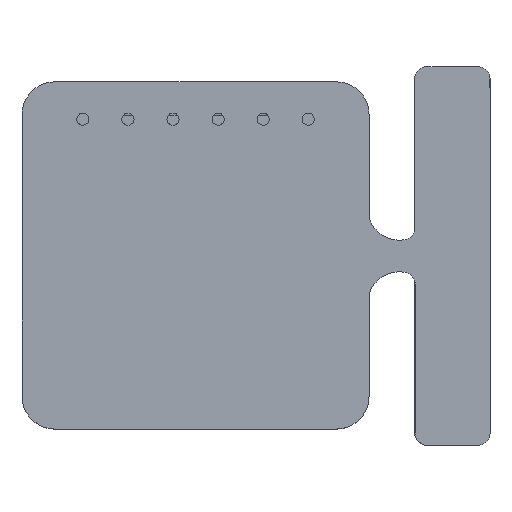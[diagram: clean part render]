
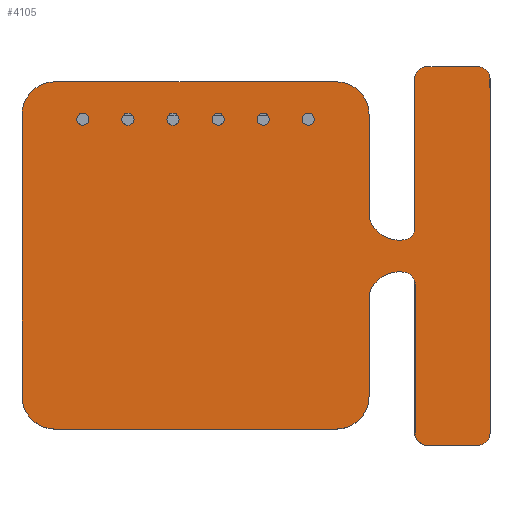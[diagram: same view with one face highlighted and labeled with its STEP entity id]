
A CAD part, top view. The second image highlights one B-rep face of the part: STEP entity #4105.
In plain terms, the highlighted planar face has unit normal (0, 0, 1).
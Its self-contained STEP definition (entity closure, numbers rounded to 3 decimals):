
#3173 = VERTEX_POINT('',#3174);
#3174 = CARTESIAN_POINT('',(6.023,63.32,11.155));
#3180 = EDGE_CURVE('',#3173,#3173,#3181,.T.);
#3181 = CIRCLE('',#3182,1.5);
#3182 = AXIS2_PLACEMENT_3D('',#3183,#3184,#3185);
#3183 = CARTESIAN_POINT('',(4.523,63.32,11.155));
#3184 = DIRECTION('',(0.,0.,-1.));
#3185 = DIRECTION('',(1.,0.,0.));
#3198 = VERTEX_POINT('',#3199);
#3199 = CARTESIAN_POINT('',(61.737,63.32,11.155));
#3205 = EDGE_CURVE('',#3198,#3198,#3206,.T.);
#3206 = CIRCLE('',#3207,1.5);
#3207 = AXIS2_PLACEMENT_3D('',#3208,#3209,#3210);
#3208 = CARTESIAN_POINT('',(60.237,63.32,11.155));
#3209 = DIRECTION('',(0.,0.,-1.));
#3210 = DIRECTION('',(1.,0.,0.));
#3223 = VERTEX_POINT('',#3224);
#3224 = CARTESIAN_POINT('',(17.166,63.32,11.155));
#3230 = EDGE_CURVE('',#3223,#3223,#3231,.T.);
#3231 = CIRCLE('',#3232,1.5);
#3232 = AXIS2_PLACEMENT_3D('',#3233,#3234,#3235);
#3233 = CARTESIAN_POINT('',(15.666,63.32,11.155));
#3234 = DIRECTION('',(0.,0.,-1.));
#3235 = DIRECTION('',(1.,0.,0.));
#3248 = VERTEX_POINT('',#3249);
#3249 = CARTESIAN_POINT('',(28.309,63.32,11.155));
#3255 = EDGE_CURVE('',#3248,#3248,#3256,.T.);
#3256 = CIRCLE('',#3257,1.5);
#3257 = AXIS2_PLACEMENT_3D('',#3258,#3259,#3260);
#3258 = CARTESIAN_POINT('',(26.809,63.32,11.155));
#3259 = DIRECTION('',(0.,0.,-1.));
#3260 = DIRECTION('',(1.,0.,0.));
#3273 = VERTEX_POINT('',#3274);
#3274 = CARTESIAN_POINT('',(39.451,63.32,11.155));
#3280 = EDGE_CURVE('',#3273,#3273,#3281,.T.);
#3281 = CIRCLE('',#3282,1.5);
#3282 = AXIS2_PLACEMENT_3D('',#3283,#3284,#3285);
#3283 = CARTESIAN_POINT('',(37.951,63.32,11.155));
#3284 = DIRECTION('',(0.,0.,-1.));
#3285 = DIRECTION('',(1.,0.,0.));
#3298 = VERTEX_POINT('',#3299);
#3299 = CARTESIAN_POINT('',(50.594,63.32,11.155));
#3305 = EDGE_CURVE('',#3298,#3298,#3306,.T.);
#3306 = CIRCLE('',#3307,1.5);
#3307 = AXIS2_PLACEMENT_3D('',#3308,#3309,#3310);
#3308 = CARTESIAN_POINT('',(49.094,63.32,11.155));
#3309 = DIRECTION('',(0.,0.,-1.));
#3310 = DIRECTION('',(1.,0.,0.));
#3615 = VERTEX_POINT('',#3616);
#3616 = CARTESIAN_POINT('',(86.7,-14.2,11.155));
#3649 = VERTEX_POINT('',#3650);
#3650 = CARTESIAN_POINT('',(89.698,-17.3,11.155));
#3656 = EDGE_CURVE('',#3615,#3649,#3657,.T.);
#3657 = CIRCLE('',#3658,3.);
#3658 = AXIS2_PLACEMENT_3D('',#3659,#3660,#3661);
#3659 = CARTESIAN_POINT('',(89.698,-14.3,11.155));
#3660 = DIRECTION('',(0.,0.,1.));
#3661 = DIRECTION('',(1.,0.,-0.));
#4105 = ADVANCED_FACE('',(#4106,#4286,#4289,#4292,#4295,#4298,#4301),
  #4304,.T.);
#4106 = FACE_BOUND('',#4107,.T.);
#4107 = EDGE_LOOP('',(#4108,#4118,#4127,#4135,#4144,#4152,#4161,#4170,
    #4176,#4177,#4185,#4194,#4202,#4211,#4219,#4228,#4236,#4245,#4254,
    #4262,#4271,#4279));
#4108 = ORIENTED_EDGE('',*,*,#4109,.F.);
#4109 = EDGE_CURVE('',#4110,#4112,#4114,.T.);
#4110 = VERTEX_POINT('',#4111);
#4111 = CARTESIAN_POINT('',(-10.54,-5.175,11.155));
#4112 = VERTEX_POINT('',#4113);
#4113 = CARTESIAN_POINT('',(-10.54,64.49,11.155));
#4114 = LINE('',#4115,#4116);
#4115 = CARTESIAN_POINT('',(-10.54,-5.175,11.155));
#4116 = VECTOR('',#4117,1.);
#4117 = DIRECTION('',(0.,1.,0.));
#4118 = ORIENTED_EDGE('',*,*,#4119,.F.);
#4119 = EDGE_CURVE('',#4120,#4110,#4122,.T.);
#4120 = VERTEX_POINT('',#4121);
#4121 = CARTESIAN_POINT('',(-2.42,-13.295,11.155));
#4122 = CIRCLE('',#4123,8.12);
#4123 = AXIS2_PLACEMENT_3D('',#4124,#4125,#4126);
#4124 = CARTESIAN_POINT('',(-2.42,-5.175,11.155));
#4125 = DIRECTION('',(0.,0.,-1.));
#4126 = DIRECTION('',(1.,0.,0.));
#4127 = ORIENTED_EDGE('',*,*,#4128,.T.);
#4128 = EDGE_CURVE('',#4120,#4129,#4131,.T.);
#4129 = VERTEX_POINT('',#4130);
#4130 = CARTESIAN_POINT('',(67.18,-13.295,11.155));
#4131 = LINE('',#4132,#4133);
#4132 = CARTESIAN_POINT('',(-2.42,-13.295,11.155));
#4133 = VECTOR('',#4134,1.);
#4134 = DIRECTION('',(1.,0.,0.));
#4135 = ORIENTED_EDGE('',*,*,#4136,.F.);
#4136 = EDGE_CURVE('',#4137,#4129,#4139,.T.);
#4137 = VERTEX_POINT('',#4138);
#4138 = CARTESIAN_POINT('',(75.3,-5.175,11.155));
#4139 = CIRCLE('',#4140,8.12);
#4140 = AXIS2_PLACEMENT_3D('',#4141,#4142,#4143);
#4141 = CARTESIAN_POINT('',(67.18,-5.175,11.155));
#4142 = DIRECTION('',(0.,0.,-1.));
#4143 = DIRECTION('',(1.,0.,0.));
#4144 = ORIENTED_EDGE('',*,*,#4145,.F.);
#4145 = EDGE_CURVE('',#4146,#4137,#4148,.T.);
#4146 = VERTEX_POINT('',#4147);
#4147 = CARTESIAN_POINT('',(75.3,20.338,11.155));
#4148 = LINE('',#4149,#4150);
#4149 = CARTESIAN_POINT('',(75.3,-1.,11.155));
#4150 = VECTOR('',#4151,1.);
#4151 = DIRECTION('',(0.,-1.,0.));
#4152 = ORIENTED_EDGE('',*,*,#4153,.F.);
#4153 = EDGE_CURVE('',#4154,#4146,#4156,.T.);
#4154 = VERTEX_POINT('',#4155);
#4155 = CARTESIAN_POINT('',(84.2,25.488,11.155));
#4156 = CIRCLE('',#4157,8.057);
#4157 = AXIS2_PLACEMENT_3D('',#4158,#4159,#4160);
#4158 = CARTESIAN_POINT('',(82.857,17.544,11.155));
#4159 = DIRECTION('',(0.,0.,1.));
#4160 = DIRECTION('',(1.,0.,-0.));
#4161 = ORIENTED_EDGE('',*,*,#4162,.F.);
#4162 = EDGE_CURVE('',#4163,#4154,#4165,.T.);
#4163 = VERTEX_POINT('',#4164);
#4164 = CARTESIAN_POINT('',(86.7,22.53,11.155));
#4165 = CIRCLE('',#4166,3.);
#4166 = AXIS2_PLACEMENT_3D('',#4167,#4168,#4169);
#4167 = CARTESIAN_POINT('',(83.7,22.53,11.155));
#4168 = DIRECTION('',(0.,0.,1.));
#4169 = DIRECTION('',(1.,0.,-0.));
#4170 = ORIENTED_EDGE('',*,*,#4171,.T.);
#4171 = EDGE_CURVE('',#4163,#3615,#4172,.T.);
#4172 = LINE('',#4173,#4174);
#4173 = CARTESIAN_POINT('',(86.7,22.53,11.155));
#4174 = VECTOR('',#4175,1.);
#4175 = DIRECTION('',(0.,-1.,0.));
#4176 = ORIENTED_EDGE('',*,*,#3656,.T.);
#4177 = ORIENTED_EDGE('',*,*,#4178,.T.);
#4178 = EDGE_CURVE('',#3649,#4179,#4181,.T.);
#4179 = VERTEX_POINT('',#4180);
#4180 = CARTESIAN_POINT('',(102.2,-17.3,11.155));
#4181 = LINE('',#4182,#4183);
#4182 = CARTESIAN_POINT('',(89.698,-17.3,11.155));
#4183 = VECTOR('',#4184,1.);
#4184 = DIRECTION('',(1.,0.,0.));
#4185 = ORIENTED_EDGE('',*,*,#4186,.T.);
#4186 = EDGE_CURVE('',#4179,#4187,#4189,.T.);
#4187 = VERTEX_POINT('',#4188);
#4188 = CARTESIAN_POINT('',(105.2,-14.3,11.155));
#4189 = CIRCLE('',#4190,3.);
#4190 = AXIS2_PLACEMENT_3D('',#4191,#4192,#4193);
#4191 = CARTESIAN_POINT('',(102.2,-14.3,11.155));
#4192 = DIRECTION('',(0.,0.,1.));
#4193 = DIRECTION('',(1.,0.,-0.));
#4194 = ORIENTED_EDGE('',*,*,#4195,.T.);
#4195 = EDGE_CURVE('',#4187,#4196,#4198,.T.);
#4196 = VERTEX_POINT('',#4197);
#4197 = CARTESIAN_POINT('',(105.2,73.3,11.155));
#4198 = LINE('',#4199,#4200);
#4199 = CARTESIAN_POINT('',(105.2,-14.3,11.155));
#4200 = VECTOR('',#4201,1.);
#4201 = DIRECTION('',(0.,1.,0.));
#4202 = ORIENTED_EDGE('',*,*,#4203,.T.);
#4203 = EDGE_CURVE('',#4196,#4204,#4206,.T.);
#4204 = VERTEX_POINT('',#4205);
#4205 = CARTESIAN_POINT('',(102.2,76.3,11.155));
#4206 = CIRCLE('',#4207,3.);
#4207 = AXIS2_PLACEMENT_3D('',#4208,#4209,#4210);
#4208 = CARTESIAN_POINT('',(102.2,73.3,11.155));
#4209 = DIRECTION('',(0.,0.,1.));
#4210 = DIRECTION('',(1.,0.,-0.));
#4211 = ORIENTED_EDGE('',*,*,#4212,.T.);
#4212 = EDGE_CURVE('',#4204,#4213,#4215,.T.);
#4213 = VERTEX_POINT('',#4214);
#4214 = CARTESIAN_POINT('',(89.6,76.3,11.155));
#4215 = LINE('',#4216,#4217);
#4216 = CARTESIAN_POINT('',(102.2,76.3,11.155));
#4217 = VECTOR('',#4218,1.);
#4218 = DIRECTION('',(-1.,0.,0.));
#4219 = ORIENTED_EDGE('',*,*,#4220,.T.);
#4220 = EDGE_CURVE('',#4213,#4221,#4223,.T.);
#4221 = VERTEX_POINT('',#4222);
#4222 = CARTESIAN_POINT('',(86.6,73.3,11.155));
#4223 = CIRCLE('',#4224,3.);
#4224 = AXIS2_PLACEMENT_3D('',#4225,#4226,#4227);
#4225 = CARTESIAN_POINT('',(89.6,73.3,11.155));
#4226 = DIRECTION('',(0.,0.,1.));
#4227 = DIRECTION('',(1.,0.,-0.));
#4228 = ORIENTED_EDGE('',*,*,#4229,.T.);
#4229 = EDGE_CURVE('',#4221,#4230,#4232,.T.);
#4230 = VERTEX_POINT('',#4231);
#4231 = CARTESIAN_POINT('',(86.6,36.352,11.155));
#4232 = LINE('',#4233,#4234);
#4233 = CARTESIAN_POINT('',(86.6,73.3,11.155));
#4234 = VECTOR('',#4235,1.);
#4235 = DIRECTION('',(0.,-1.,0.));
#4236 = ORIENTED_EDGE('',*,*,#4237,.F.);
#4237 = EDGE_CURVE('',#4238,#4230,#4240,.T.);
#4238 = VERTEX_POINT('',#4239);
#4239 = CARTESIAN_POINT('',(84.2,33.512,11.155));
#4240 = CIRCLE('',#4241,2.88);
#4241 = AXIS2_PLACEMENT_3D('',#4242,#4243,#4244);
#4242 = CARTESIAN_POINT('',(83.72,36.352,11.155));
#4243 = DIRECTION('',(0.,0.,1.));
#4244 = DIRECTION('',(1.,0.,-0.));
#4245 = ORIENTED_EDGE('',*,*,#4246,.F.);
#4246 = EDGE_CURVE('',#4247,#4238,#4249,.T.);
#4247 = VERTEX_POINT('',#4248);
#4248 = CARTESIAN_POINT('',(75.3,38.662,11.155));
#4249 = CIRCLE('',#4250,8.057);
#4250 = AXIS2_PLACEMENT_3D('',#4251,#4252,#4253);
#4251 = CARTESIAN_POINT('',(82.857,41.456,11.155));
#4252 = DIRECTION('',(0.,0.,1.));
#4253 = DIRECTION('',(1.,0.,-0.));
#4254 = ORIENTED_EDGE('',*,*,#4255,.F.);
#4255 = EDGE_CURVE('',#4256,#4247,#4258,.T.);
#4256 = VERTEX_POINT('',#4257);
#4257 = CARTESIAN_POINT('',(75.3,64.49,11.155));
#4258 = LINE('',#4259,#4260);
#4259 = CARTESIAN_POINT('',(75.3,-1.,11.155));
#4260 = VECTOR('',#4261,1.);
#4261 = DIRECTION('',(0.,-1.,0.));
#4262 = ORIENTED_EDGE('',*,*,#4263,.F.);
#4263 = EDGE_CURVE('',#4264,#4256,#4266,.T.);
#4264 = VERTEX_POINT('',#4265);
#4265 = CARTESIAN_POINT('',(67.23,72.56,11.155));
#4266 = CIRCLE('',#4267,8.07);
#4267 = AXIS2_PLACEMENT_3D('',#4268,#4269,#4270);
#4268 = CARTESIAN_POINT('',(67.23,64.49,11.155));
#4269 = DIRECTION('',(0.,0.,-1.));
#4270 = DIRECTION('',(1.,0.,0.));
#4271 = ORIENTED_EDGE('',*,*,#4272,.F.);
#4272 = EDGE_CURVE('',#4273,#4264,#4275,.T.);
#4273 = VERTEX_POINT('',#4274);
#4274 = CARTESIAN_POINT('',(-2.47,72.56,11.155));
#4275 = LINE('',#4276,#4277);
#4276 = CARTESIAN_POINT('',(-2.47,72.56,11.155));
#4277 = VECTOR('',#4278,1.);
#4278 = DIRECTION('',(1.,0.,0.));
#4279 = ORIENTED_EDGE('',*,*,#4280,.F.);
#4280 = EDGE_CURVE('',#4112,#4273,#4281,.T.);
#4281 = CIRCLE('',#4282,8.07);
#4282 = AXIS2_PLACEMENT_3D('',#4283,#4284,#4285);
#4283 = CARTESIAN_POINT('',(-2.47,64.49,11.155));
#4284 = DIRECTION('',(0.,0.,-1.));
#4285 = DIRECTION('',(1.,0.,0.));
#4286 = FACE_BOUND('',#4287,.T.);
#4287 = EDGE_LOOP('',(#4288));
#4288 = ORIENTED_EDGE('',*,*,#3180,.T.);
#4289 = FACE_BOUND('',#4290,.T.);
#4290 = EDGE_LOOP('',(#4291));
#4291 = ORIENTED_EDGE('',*,*,#3205,.T.);
#4292 = FACE_BOUND('',#4293,.T.);
#4293 = EDGE_LOOP('',(#4294));
#4294 = ORIENTED_EDGE('',*,*,#3230,.T.);
#4295 = FACE_BOUND('',#4296,.T.);
#4296 = EDGE_LOOP('',(#4297));
#4297 = ORIENTED_EDGE('',*,*,#3255,.T.);
#4298 = FACE_BOUND('',#4299,.T.);
#4299 = EDGE_LOOP('',(#4300));
#4300 = ORIENTED_EDGE('',*,*,#3280,.T.);
#4301 = FACE_BOUND('',#4302,.T.);
#4302 = EDGE_LOOP('',(#4303));
#4303 = ORIENTED_EDGE('',*,*,#3305,.T.);
#4304 = PLANE('',#4305);
#4305 = AXIS2_PLACEMENT_3D('',#4306,#4307,#4308);
#4306 = CARTESIAN_POINT('',(57.741,29.592,11.155));
#4307 = DIRECTION('',(0.,0.,1.));
#4308 = DIRECTION('',(1.,0.,-0.));
